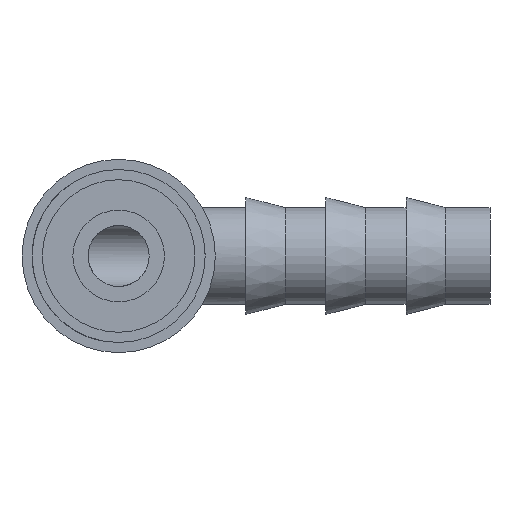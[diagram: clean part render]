
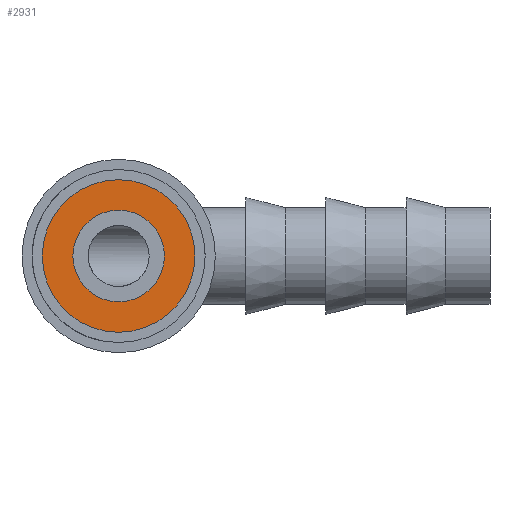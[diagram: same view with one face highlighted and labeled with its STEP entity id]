
A CAD part, left-side view. The second image highlights one B-rep face of the part: STEP entity #2931.
In plain terms, the highlighted planar face has unit normal (-1, 0, 0).
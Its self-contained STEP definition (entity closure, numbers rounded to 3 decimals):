
#295 = AXIS2_PLACEMENT_3D ( 'NONE', #753, #5325, #2055 ) ;
#429 = DIRECTION ( 'NONE',  ( 0., 0., 1. ) ) ;
#595 = DIRECTION ( 'NONE',  ( 0., 0., -1. ) ) ;
#753 = CARTESIAN_POINT ( 'NONE',  ( 0., 0., 0. ) ) ;
#1090 = DIRECTION ( 'NONE',  ( 0., 0., -1. ) ) ;
#1163 = DIRECTION ( 'NONE',  ( 1., 0., 0. ) ) ;
#1269 = ORIENTED_EDGE ( 'NONE', *, *, #6938, .T. ) ;
#1502 = EDGE_CURVE ( 'NONE', #4869, #2280, #8099, .T. ) ;
#1630 = ORIENTED_EDGE ( 'NONE', *, *, #8155, .T. ) ;
#1809 = FACE_BOUND ( 'NONE', #6031, .T. ) ;
#1853 = AXIS2_PLACEMENT_3D ( 'NONE', #5179, #2439, #1090 ) ;
#1944 = PLANE ( 'NONE',  #7671 ) ;
#2055 = DIRECTION ( 'NONE',  ( 0., 0., 1. ) ) ;
#2064 = DIRECTION ( 'NONE',  ( 1., 0., 0. ) ) ;
#2244 = CARTESIAN_POINT ( 'NONE',  ( 0., 0., -4.5 ) ) ;
#2280 = VERTEX_POINT ( 'NONE', #5474 ) ;
#2439 = DIRECTION ( 'NONE',  ( 1., 0., 0. ) ) ;
#2503 = ORIENTED_EDGE ( 'NONE', *, *, #1502, .T. ) ;
#2931 = ADVANCED_FACE ( 'NONE', ( #1809, #7087 ), #1944, .F. ) ;
#4336 = AXIS2_PLACEMENT_3D ( 'NONE', #7672, #6265, #429 ) ;
#4632 = CIRCLE ( 'NONE', #1853, 4.5 ) ;
#4869 = VERTEX_POINT ( 'NONE', #8095 ) ;
#5035 = AXIS2_PLACEMENT_3D ( 'NONE', #8047, #2064, #7386 ) ;
#5179 = CARTESIAN_POINT ( 'NONE',  ( 0., 0., 0. ) ) ;
#5325 = DIRECTION ( 'NONE',  ( -1., 0., 0. ) ) ;
#5474 = CARTESIAN_POINT ( 'NONE',  ( 0., 0., -7.5 ) ) ;
#5700 = VERTEX_POINT ( 'NONE', #7622 ) ;
#6031 = EDGE_LOOP ( 'NONE', ( #7816, #1630 ) ) ;
#6196 = EDGE_CURVE ( 'NONE', #5700, #8370, #8098, .T. ) ;
#6265 = DIRECTION ( 'NONE',  ( -1., 0., 0. ) ) ;
#6852 = CIRCLE ( 'NONE', #295, 7.5 ) ;
#6938 = EDGE_CURVE ( 'NONE', #2280, #4869, #6852, .T. ) ;
#7087 = FACE_OUTER_BOUND ( 'NONE', #7107, .T. ) ;
#7107 = EDGE_LOOP ( 'NONE', ( #2503, #1269 ) ) ;
#7386 = DIRECTION ( 'NONE',  ( 0., 0., -1. ) ) ;
#7622 = CARTESIAN_POINT ( 'NONE',  ( 0., 0., 4.5 ) ) ;
#7671 = AXIS2_PLACEMENT_3D ( 'NONE', #8482, #1163, #595 ) ;
#7672 = CARTESIAN_POINT ( 'NONE',  ( 0., 0., 0. ) ) ;
#7816 = ORIENTED_EDGE ( 'NONE', *, *, #6196, .T. ) ;
#8047 = CARTESIAN_POINT ( 'NONE',  ( 0., 0., 0. ) ) ;
#8095 = CARTESIAN_POINT ( 'NONE',  ( 0., 0., 7.5 ) ) ;
#8098 = CIRCLE ( 'NONE', #5035, 4.5 ) ;
#8099 = CIRCLE ( 'NONE', #4336, 7.5 ) ;
#8155 = EDGE_CURVE ( 'NONE', #8370, #5700, #4632, .T. ) ;
#8370 = VERTEX_POINT ( 'NONE', #2244 ) ;
#8482 = CARTESIAN_POINT ( 'NONE',  ( 0., 0., 0. ) ) ;
